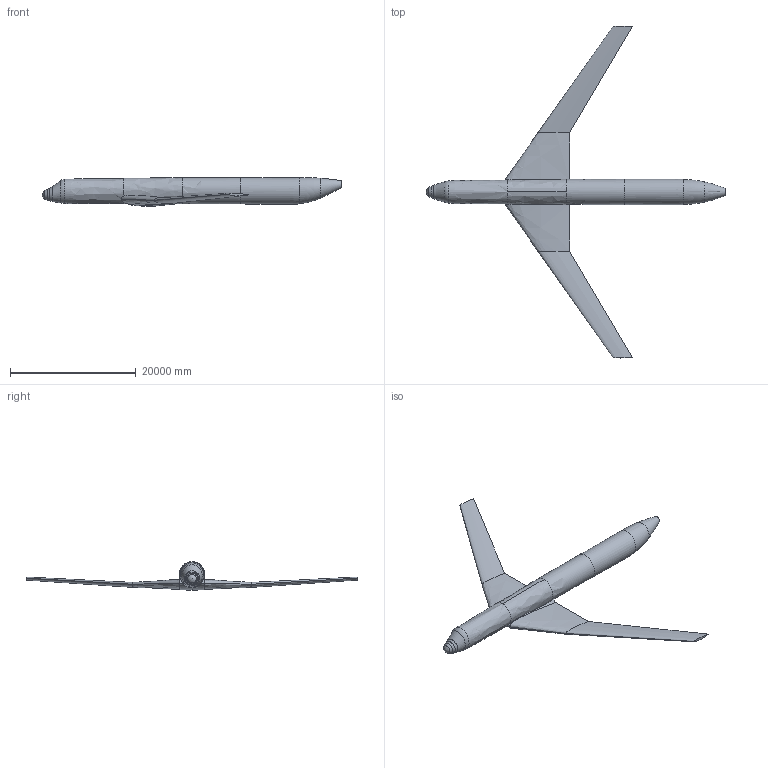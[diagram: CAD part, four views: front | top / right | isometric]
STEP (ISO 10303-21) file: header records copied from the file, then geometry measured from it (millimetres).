
FILE_DESCRIPTION(('Open CASCADE Model'),'2;1');
FILE_NAME('Open CASCADE Shape Model','2022-05-21T12:22:04',('Author'),( 'Open CASCADE'),'Open CASCADE STEP processor 7.4','Open CASCADE 7.4' ,'Unknown');
FILE_SCHEMA(('AUTOMOTIVE_DESIGN { 1 0 10303 214 1 1 1 1 }'));
Length unit declared in the file: metre
Products named in the file (3): D150_wing_1IDM; D150_wing_1ID; D150Fuselage1ID
Bounding box: 47637.08 x 52774.2 x 4562.76 mm (x, y, z)
Surface area: 1120998451.2 mm2 (no closed solid volume)
Topology: 0 solids, 3 shells, 32 faces, 87 edges, 55 vertices
Faces by surface type: bspline 28, plane 4
Entity records: 12327 total; most frequent: CARTESIAN_POINT 11059, ORIENTED_EDGE 142, PCURVE 142, DEFINITIONAL_REPRESENTATION 142, B_SPLINE_CURVE_WITH_KNOTS 125, DIRECTION 113, LINE 103, VECTOR 103
